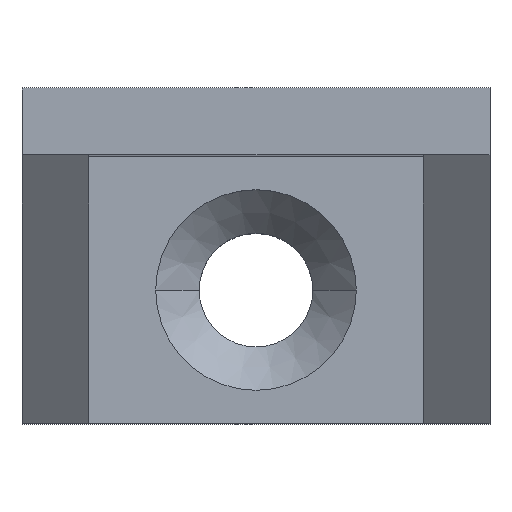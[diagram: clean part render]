
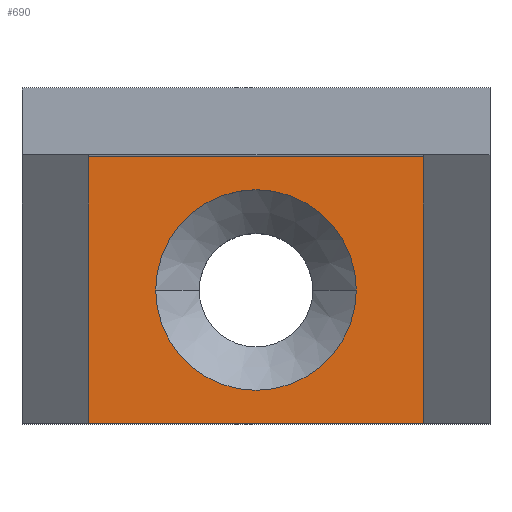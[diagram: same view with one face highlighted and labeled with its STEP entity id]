
A CAD part, top view. The second image highlights one B-rep face of the part: STEP entity #690.
In plain terms, the highlighted planar face has unit normal (0, 0, 1).
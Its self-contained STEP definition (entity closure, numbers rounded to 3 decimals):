
#23 = AXIS2_PLACEMENT_3D ( 'NONE', #161, #493, #560 ) ;
#29 = VERTEX_POINT ( 'NONE', #604 ) ;
#30 = DIRECTION ( 'NONE',  ( 0., 1., 0. ) ) ;
#38 = EDGE_LOOP ( 'NONE', ( #435, #182, #708, #178 ) ) ;
#47 = EDGE_LOOP ( 'NONE', ( #53, #308 ) ) ;
#53 = ORIENTED_EDGE ( 'NONE', *, *, #277, .F. ) ;
#72 = CARTESIAN_POINT ( 'NONE',  ( 3., 0., 5. ) ) ;
#89 = CARTESIAN_POINT ( 'NONE',  ( 5., -4., 5. ) ) ;
#99 = VECTOR ( 'NONE', #30, 1000. ) ;
#119 = VECTOR ( 'NONE', #504, 1000. ) ;
#122 = EDGE_CURVE ( 'NONE', #358, #542, #592, .T. ) ;
#135 = LINE ( 'NONE', #228, #471 ) ;
#136 = VERTEX_POINT ( 'NONE', #89 ) ;
#140 = CARTESIAN_POINT ( 'NONE',  ( -5., 4., 5. ) ) ;
#142 = CARTESIAN_POINT ( 'NONE',  ( -7., 4., 5. ) ) ;
#161 = CARTESIAN_POINT ( 'NONE',  ( 0., 0., 5. ) ) ;
#167 = CARTESIAN_POINT ( 'NONE',  ( 5., 4., 5. ) ) ;
#174 = EDGE_CURVE ( 'NONE', #561, #476, #194, .T. ) ;
#178 = ORIENTED_EDGE ( 'NONE', *, *, #122, .F. ) ;
#182 = ORIENTED_EDGE ( 'NONE', *, *, #329, .T. ) ;
#194 = CIRCLE ( 'NONE', #726, 3. ) ;
#228 = CARTESIAN_POINT ( 'NONE',  ( -7., -4., 5. ) ) ;
#256 = CARTESIAN_POINT ( 'NONE',  ( 5., 4., 5. ) ) ;
#265 = CIRCLE ( 'NONE', #23, 3. ) ;
#277 = EDGE_CURVE ( 'NONE', #476, #561, #265, .T. ) ;
#285 = LINE ( 'NONE', #140, #99 ) ;
#288 = AXIS2_PLACEMENT_3D ( 'NONE', #423, #372, #546 ) ;
#297 = CARTESIAN_POINT ( 'NONE',  ( -5., 4., 5. ) ) ;
#300 = FACE_BOUND ( 'NONE', #47, .T. ) ;
#308 = ORIENTED_EDGE ( 'NONE', *, *, #174, .F. ) ;
#316 = EDGE_CURVE ( 'NONE', #136, #542, #688, .T. ) ;
#317 = FACE_OUTER_BOUND ( 'NONE', #38, .T. ) ;
#329 = EDGE_CURVE ( 'NONE', #29, #136, #135, .T. ) ;
#358 = VERTEX_POINT ( 'NONE', #297 ) ;
#372 = DIRECTION ( 'NONE',  ( 0., 0., -1. ) ) ;
#423 = CARTESIAN_POINT ( 'NONE',  ( 0., 0., 5. ) ) ;
#435 = ORIENTED_EDGE ( 'NONE', *, *, #557, .F. ) ;
#437 = VECTOR ( 'NONE', #484, 1000. ) ;
#439 = CARTESIAN_POINT ( 'NONE',  ( 0., 0., 5. ) ) ;
#471 = VECTOR ( 'NONE', #568, 1000. ) ;
#472 = CARTESIAN_POINT ( 'NONE',  ( -3., 0., 5. ) ) ;
#476 = VERTEX_POINT ( 'NONE', #72 ) ;
#478 = PLANE ( 'NONE',  #288 ) ;
#484 = DIRECTION ( 'NONE',  ( 1., 0., 0. ) ) ;
#493 = DIRECTION ( 'NONE',  ( 0., 0., 1. ) ) ;
#498 = DIRECTION ( 'NONE',  ( 0., 0., 1. ) ) ;
#504 = DIRECTION ( 'NONE',  ( 0., 1., 0. ) ) ;
#542 = VERTEX_POINT ( 'NONE', #256 ) ;
#546 = DIRECTION ( 'NONE',  ( -1., 0., 0. ) ) ;
#557 = EDGE_CURVE ( 'NONE', #29, #358, #285, .T. ) ;
#560 = DIRECTION ( 'NONE',  ( 1., 0., 0. ) ) ;
#561 = VERTEX_POINT ( 'NONE', #472 ) ;
#568 = DIRECTION ( 'NONE',  ( 1., 0., 0. ) ) ;
#592 = LINE ( 'NONE', #142, #437 ) ;
#604 = CARTESIAN_POINT ( 'NONE',  ( -5., -4., 5. ) ) ;
#673 = DIRECTION ( 'NONE',  ( 1., 0., 0. ) ) ;
#688 = LINE ( 'NONE', #167, #119 ) ;
#690 = ADVANCED_FACE ( 'NONE', ( #300, #317 ), #478, .F. ) ;
#708 = ORIENTED_EDGE ( 'NONE', *, *, #316, .T. ) ;
#726 = AXIS2_PLACEMENT_3D ( 'NONE', #439, #498, #673 ) ;
